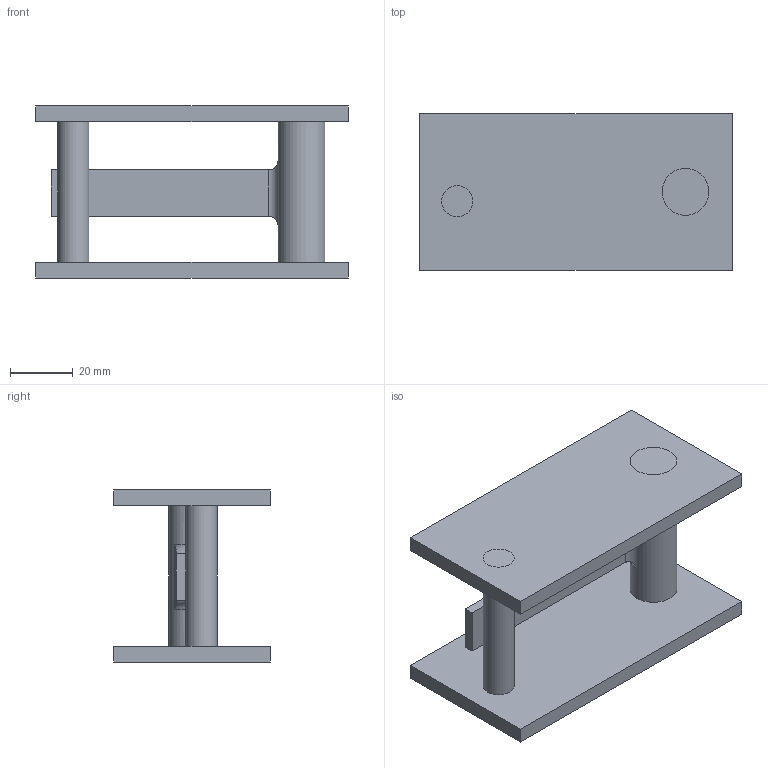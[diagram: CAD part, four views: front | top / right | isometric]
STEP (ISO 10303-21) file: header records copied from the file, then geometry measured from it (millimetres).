
FILE_DESCRIPTION( ( 'STEP Version 203' ), '1' );
FILE_NAME( ' ', '12/23/09 08:12:47', ( 'aho' ), ( ' ' ), 'PSStep 10.1', 'DesignModeler STEP Output', ' ' );
FILE_SCHEMA( ( 'AUTOMOTIVE_DESIGN { 1 0 10303 214 1 1 1 1 }' ) );
Length unit declared in the file: metre
Products named in the file (4): SidePlate1; SidePlate2; ArmShaft; StopShaft
Bounding box: 100 x 50 x 55 mm (x, y, z)
Volume: 64842.3 mm3; surface area: 30209.4 mm2
Topology: 4 solids, 4 shells, 32 faces, 70 edges, 48 vertices
Faces by surface type: plane 22, cylinder 8, torus 2
Full cylindrical faces by diameter (mm): 10 x3, 15 x3
Entity records: 980 total; most frequent: CARTESIAN_POINT 210, DIRECTION 148, ORIENTED_EDGE 128, EDGE_CURVE 64, AXIS2_PLACEMENT_3D 54, EDGE_LOOP 48, VERTEX_POINT 48, LINE 40
